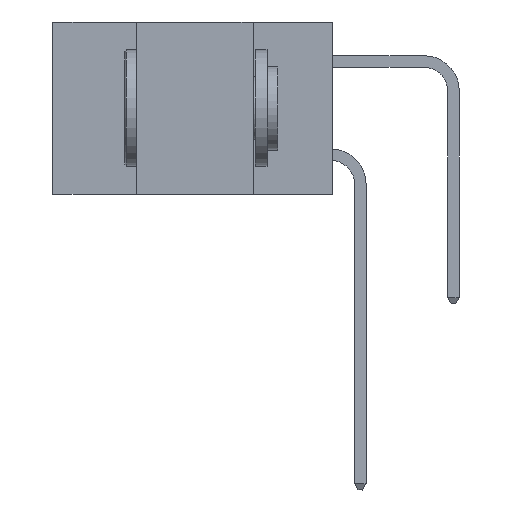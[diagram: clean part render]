
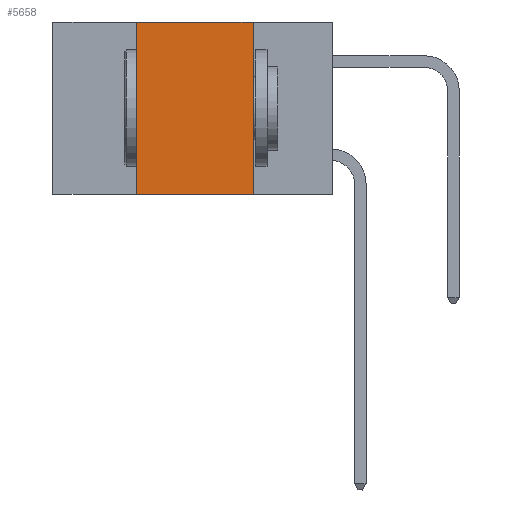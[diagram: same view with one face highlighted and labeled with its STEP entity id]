
A CAD part, left-side view. The second image highlights one B-rep face of the part: STEP entity #5658.
In plain terms, the highlighted planar face has unit normal (-1, 0, 0).
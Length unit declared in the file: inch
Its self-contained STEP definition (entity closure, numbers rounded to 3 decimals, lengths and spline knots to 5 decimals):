
#1024 = VECTOR ( 'NONE', #7871, 39.37008 ) ;
#1178 = EDGE_CURVE ( 'NONE', #10620, #28095, #22712, .T. ) ;
#2299 = ORIENTED_EDGE ( 'NONE', *, *, #31665, .F. ) ;
#2658 = CARTESIAN_POINT ( 'NONE',  ( 0., 0.42, 0. ) ) ;
#3574 = CARTESIAN_POINT ( 'NONE',  ( 0., 0.6, 0. ) ) ;
#4162 = CARTESIAN_POINT ( 'NONE',  ( 0., 0.17, -0.37 ) ) ;
#4622 = LINE ( 'NONE', #3574, #30901 ) ;
#4623 = DIRECTION ( 'NONE',  ( 0., 0., -1. ) ) ;
#5658 = ADVANCED_FACE ( 'NONE', ( #11276 ), #23055, .F. ) ;
#6138 = DIRECTION ( 'NONE',  ( 0., 0., -1. ) ) ;
#7871 = DIRECTION ( 'NONE',  ( 0., -1., 0. ) ) ;
#8965 = CARTESIAN_POINT ( 'NONE',  ( 0., 0.17, 0. ) ) ;
#9914 = DIRECTION ( 'NONE',  ( 1., 0., 0. ) ) ;
#10002 = ORIENTED_EDGE ( 'NONE', *, *, #1178, .T. ) ;
#10039 = DIRECTION ( 'NONE',  ( 0., 0., 1. ) ) ;
#10620 = VERTEX_POINT ( 'NONE', #25422 ) ;
#11276 = FACE_OUTER_BOUND ( 'NONE', #24966, .T. ) ;
#19225 = VECTOR ( 'NONE', #6138, 39.37008 ) ;
#22712 = LINE ( 'NONE', #34385, #1024 ) ;
#23055 = PLANE ( 'NONE',  #33908 ) ;
#23882 = CARTESIAN_POINT ( 'NONE',  ( 0., 0.6, 0. ) ) ;
#24309 = EDGE_CURVE ( 'NONE', #10620, #29272, #28796, .T. ) ;
#24966 = EDGE_LOOP ( 'NONE', ( #2299, #34170, #31416, #10002 ) ) ;
#25422 = CARTESIAN_POINT ( 'NONE',  ( 0., 0.42, -0.37 ) ) ;
#28095 = VERTEX_POINT ( 'NONE', #4162 ) ;
#28101 = VERTEX_POINT ( 'NONE', #32228 ) ;
#28796 = LINE ( 'NONE', #33122, #29650 ) ;
#29272 = VERTEX_POINT ( 'NONE', #2658 ) ;
#29650 = VECTOR ( 'NONE', #10039, 39.37008 ) ;
#30901 = VECTOR ( 'NONE', #32943, 39.37008 ) ;
#31035 = EDGE_CURVE ( 'NONE', #29272, #28101, #4622, .T. ) ;
#31416 = ORIENTED_EDGE ( 'NONE', *, *, #24309, .F. ) ;
#31665 = EDGE_CURVE ( 'NONE', #28101, #28095, #31691, .T. ) ;
#31691 = LINE ( 'NONE', #8965, #19225 ) ;
#32228 = CARTESIAN_POINT ( 'NONE',  ( 0., 0.17, 0. ) ) ;
#32943 = DIRECTION ( 'NONE',  ( 0., -1., 0. ) ) ;
#33122 = CARTESIAN_POINT ( 'NONE',  ( 0., 0.42, 0. ) ) ;
#33908 = AXIS2_PLACEMENT_3D ( 'NONE', #23882, #9914, #4623 ) ;
#34170 = ORIENTED_EDGE ( 'NONE', *, *, #31035, .F. ) ;
#34385 = CARTESIAN_POINT ( 'NONE',  ( 0., 0.6, -0.37 ) ) ;
